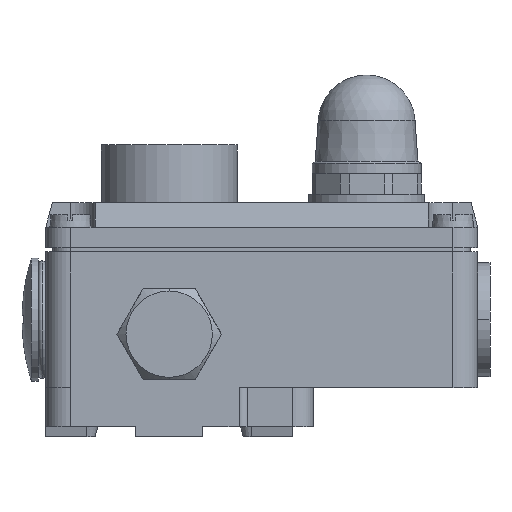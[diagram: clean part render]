
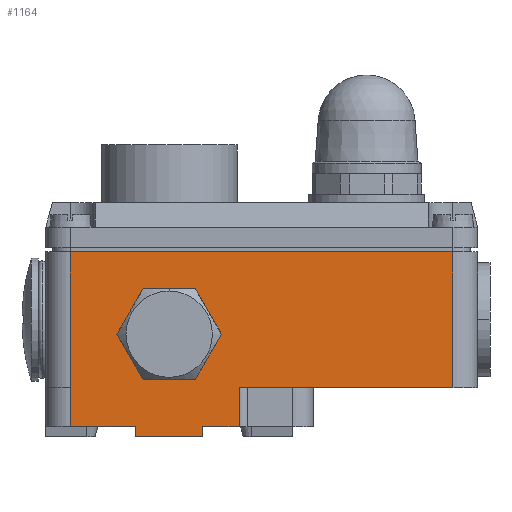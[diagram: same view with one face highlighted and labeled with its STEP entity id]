
A CAD part, left-side view. The second image highlights one B-rep face of the part: STEP entity #1164.
In plain terms, the highlighted planar face has unit normal (-1, 0, 0).
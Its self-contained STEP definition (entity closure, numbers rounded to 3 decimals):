
#1164=ADVANCED_FACE('',(#2420,#2421),#2422,.T.);
#2420=FACE_OUTER_BOUND('',#3765,.T.);
#2421=FACE_BOUND('',#3766,.T.);
#2422=PLANE('',#3767);
#3765=EDGE_LOOP('',(#6983,#6984,#6985,#6986,#6987,#6988,#6989,#6990,#6991,#6992,#6993));
#3766=EDGE_LOOP('',(#6994,#6995,#6996,#6997,#6998,#6999,#7000,#7001,#7002,#7003,#7004,#7005));
#3767=AXIS2_PLACEMENT_3D('',#7006,#7007,#7008);
#6983=ORIENTED_EDGE('',*,*,#9077,.T.);
#6984=ORIENTED_EDGE('',*,*,#9078,.T.);
#6985=ORIENTED_EDGE('',*,*,#9079,.T.);
#6986=ORIENTED_EDGE('',*,*,#9080,.F.);
#6987=ORIENTED_EDGE('',*,*,#9081,.T.);
#6988=ORIENTED_EDGE('',*,*,#9082,.F.);
#6989=ORIENTED_EDGE('',*,*,#9083,.T.);
#6990=ORIENTED_EDGE('',*,*,#9084,.T.);
#6991=ORIENTED_EDGE('',*,*,#9085,.T.);
#6992=ORIENTED_EDGE('',*,*,#9086,.F.);
#6993=ORIENTED_EDGE('',*,*,#9087,.T.);
#6994=ORIENTED_EDGE('',*,*,#9056,.T.);
#6995=ORIENTED_EDGE('',*,*,#9072,.T.);
#6996=ORIENTED_EDGE('',*,*,#9034,.T.);
#6997=ORIENTED_EDGE('',*,*,#9070,.T.);
#6998=ORIENTED_EDGE('',*,*,#9039,.T.);
#6999=ORIENTED_EDGE('',*,*,#9065,.T.);
#7000=ORIENTED_EDGE('',*,*,#9044,.T.);
#7001=ORIENTED_EDGE('',*,*,#9060,.T.);
#7002=ORIENTED_EDGE('',*,*,#9049,.T.);
#7003=ORIENTED_EDGE('',*,*,#9062,.T.);
#7004=ORIENTED_EDGE('',*,*,#9052,.T.);
#7005=ORIENTED_EDGE('',*,*,#9067,.T.);
#7006=CARTESIAN_POINT('',(5.0,55.5,12.0));
#7007=DIRECTION('',(-1.0,0.0,0.0));
#7008=DIRECTION('',(0.0,1.0,0.0));
#9034=EDGE_CURVE('',#11027,#11031,#11033,.T.);
#9039=EDGE_CURVE('',#11035,#11040,#11042,.T.);
#9044=EDGE_CURVE('',#11044,#11049,#11051,.T.);
#9049=EDGE_CURVE('',#11053,#11057,#11059,.T.);
#9052=EDGE_CURVE('',#11063,#11061,#11064,.T.);
#9056=EDGE_CURVE('',#11069,#11067,#11070,.T.);
#9060=EDGE_CURVE('',#11049,#11053,#11074,.T.);
#9062=EDGE_CURVE('',#11057,#11063,#11076,.T.);
#9065=EDGE_CURVE('',#11040,#11044,#11079,.T.);
#9067=EDGE_CURVE('',#11061,#11069,#11081,.T.);
#9070=EDGE_CURVE('',#11031,#11035,#11084,.T.);
#9072=EDGE_CURVE('',#11067,#11027,#11086,.T.);
#9077=EDGE_CURVE('',#11091,#11092,#11093,.T.);
#9078=EDGE_CURVE('',#11092,#11094,#11095,.T.);
#9079=EDGE_CURVE('',#11094,#11096,#11097,.T.);
#9080=EDGE_CURVE('',#11098,#11096,#11099,.T.);
#9081=EDGE_CURVE('',#11098,#11100,#11101,.T.);
#9082=EDGE_CURVE('',#11102,#11100,#11103,.T.);
#9083=EDGE_CURVE('',#11102,#11104,#11105,.T.);
#9084=EDGE_CURVE('',#11104,#11106,#11107,.T.);
#9085=EDGE_CURVE('',#11106,#11108,#11109,.T.);
#9086=EDGE_CURVE('',#11110,#11108,#11111,.T.);
#9087=EDGE_CURVE('',#11110,#11091,#11112,.T.);
#11027=VERTEX_POINT('',#13909);
#11031=VERTEX_POINT('',#13923);
#11033=LINE('',#13926,#13927);
#11035=VERTEX_POINT('',#13929);
#11040=VERTEX_POINT('',#13944);
#11042=LINE('',#13947,#13948);
#11044=VERTEX_POINT('',#13950);
#11049=VERTEX_POINT('',#13965);
#11051=LINE('',#13968,#13969);
#11053=VERTEX_POINT('',#13971);
#11057=VERTEX_POINT('',#13985);
#11059=LINE('',#13988,#13989);
#11061=VERTEX_POINT('',#13991);
#11063=VERTEX_POINT('',#13994);
#11064=LINE('',#13995,#13996);
#11067=VERTEX_POINT('',#14000);
#11069=VERTEX_POINT('',#14003);
#11070=LINE('',#14004,#14005);
#11074=CIRCLE('',#14010,12.7);
#11076=CIRCLE('',#14012,12.7);
#11079=CIRCLE('',#14015,12.7);
#11081=CIRCLE('',#14017,12.7);
#11084=CIRCLE('',#14020,12.7);
#11086=CIRCLE('',#14022,12.7);
#11091=VERTEX_POINT('',#14027);
#11092=VERTEX_POINT('',#14028);
#11093=LINE('',#14029,#14030);
#11094=VERTEX_POINT('',#14031);
#11095=LINE('',#14032,#14033);
#11096=VERTEX_POINT('',#14034);
#11097=LINE('',#14035,#14036);
#11098=VERTEX_POINT('',#14037);
#11099=LINE('',#14038,#14039);
#11100=VERTEX_POINT('',#14040);
#11101=LINE('',#14041,#14042);
#11102=VERTEX_POINT('',#14043);
#11103=LINE('',#14044,#14045);
#11104=VERTEX_POINT('',#14046);
#11105=LINE('',#14047,#14048);
#11106=VERTEX_POINT('',#14049);
#11107=LINE('',#14050,#14051);
#11108=VERTEX_POINT('',#14052);
#11109=LINE('',#14053,#14054);
#11110=VERTEX_POINT('',#14055);
#11111=LINE('',#14056,#14057);
#11112=LINE('',#14058,#14059);
#13909=CARTESIAN_POINT('',(5.0,71.653,14.0));
#13923=CARTESIAN_POINT('',(5.0,84.347,14.0));
#13926=CARTESIAN_POINT('',(5.0,66.75,14.0));
#13927=VECTOR('',#16210,1.0);
#13929=CARTESIAN_POINT('',(5.0,84.353,14.003));
#13944=CARTESIAN_POINT('',(5.0,90.7,24.997));
#13947=CARTESIAN_POINT('',(5.0,81.899,9.754));
#13948=VECTOR('',#16213,1.0);
#13950=CARTESIAN_POINT('',(5.0,90.7,25.003));
#13965=CARTESIAN_POINT('',(5.0,84.353,35.997));
#13968=CARTESIAN_POINT('',(5.0,87.528,30.496));
#13969=VECTOR('',#16216,1.0);
#13971=CARTESIAN_POINT('',(5.0,84.347,36.0));
#13985=CARTESIAN_POINT('',(5.0,71.653,36.0));
#13988=CARTESIAN_POINT('',(5.0,66.75,36.0));
#13989=VECTOR('',#16219,1.0);
#13991=CARTESIAN_POINT('',(5.0,65.3,25.003));
#13994=CARTESIAN_POINT('',(5.0,71.647,35.997));
#13995=CARTESIAN_POINT('',(5.0,62.847,20.754));
#13996=VECTOR('',#16221,1.0);
#14000=CARTESIAN_POINT('',(5.0,71.647,14.003));
#14003=CARTESIAN_POINT('',(5.0,65.3,24.997));
#14004=CARTESIAN_POINT('',(5.0,68.476,19.496));
#14005=VECTOR('',#16224,1.0);
#14010=AXIS2_PLACEMENT_3D('',#16229,#16230,#16231);
#14012=AXIS2_PLACEMENT_3D('',#16232,#16233,#16234);
#14015=AXIS2_PLACEMENT_3D('',#16238,#16239,#16240);
#14017=AXIS2_PLACEMENT_3D('',#16241,#16242,#16243);
#14020=AXIS2_PLACEMENT_3D('',#16247,#16248,#16249);
#14022=AXIS2_PLACEMENT_3D('',#16250,#16251,#16252);
#14027=CARTESIAN_POINT('',(5.0,102.,2.5));
#14028=CARTESIAN_POINT('',(5.0,86.17,2.5));
#14029=CARTESIAN_POINT('',(5.0,102.0,2.5));
#14030=VECTOR('',#16256,1.0);
#14031=CARTESIAN_POINT('',(5.0,86.17,0.0));
#14032=CARTESIAN_POINT('',(5.0,86.17,12.0));
#14033=VECTOR('',#16257,1.0);
#14034=CARTESIAN_POINT('',(5.0,69.83,0.0));
#14035=CARTESIAN_POINT('',(5.0,69.83,0.0));
#14036=VECTOR('',#16258,1.0);
#14037=CARTESIAN_POINT('',(5.0,69.83,2.5));
#14038=CARTESIAN_POINT('',(5.0,69.83,12.0));
#14039=VECTOR('',#16259,1.0);
#14040=CARTESIAN_POINT('',(5.0,61.0,2.5));
#14041=CARTESIAN_POINT('',(5.0,102.0,2.5));
#14042=VECTOR('',#16260,1.0);
#14043=CARTESIAN_POINT('',(5.0,61.0,12.0));
#14044=CARTESIAN_POINT('',(5.0,61.0,12.0));
#14045=VECTOR('',#16261,1.0);
#14046=CARTESIAN_POINT('',(5.0,9.0,12.0));
#14047=CARTESIAN_POINT('',(5.0,102.0,12.0));
#14048=VECTOR('',#16262,1.0);
#14049=CARTESIAN_POINT('',(5.0,9.0,45.0));
#14050=CARTESIAN_POINT('',(5.0,9.0,12.0));
#14051=VECTOR('',#16263,1.0);
#14052=CARTESIAN_POINT('',(5.0,102.0,45.0));
#14053=CARTESIAN_POINT('',(5.0,102.0,45.0));
#14054=VECTOR('',#16264,1.0);
#14055=CARTESIAN_POINT('',(5.0,102.0,12.0));
#14056=CARTESIAN_POINT('',(5.0,102.0,12.0));
#14057=VECTOR('',#16265,1.0);
#14058=CARTESIAN_POINT('',(5.0,102.,12.0));
#14059=VECTOR('',#16266,1.0);
#16210=DIRECTION('',(0.0,1.0,0.0));
#16213=DIRECTION('',(0.0,0.5,0.866));
#16216=DIRECTION('',(0.0,-0.5,0.866));
#16219=DIRECTION('',(0.0,-1.0,0.0));
#16221=DIRECTION('',(0.0,-0.5,-0.866));
#16224=DIRECTION('',(0.0,0.5,-0.866));
#16229=CARTESIAN_POINT('',(5.0,78.0,25.0));
#16230=DIRECTION('',(1.0,0.0,0.0));
#16231=DIRECTION('',(0.0,0.0,-1.0));
#16232=CARTESIAN_POINT('',(5.0,78.0,25.0));
#16233=DIRECTION('',(1.0,0.0,0.0));
#16234=DIRECTION('',(0.0,0.0,-1.0));
#16238=CARTESIAN_POINT('',(5.0,78.0,25.0));
#16239=DIRECTION('',(1.0,0.0,0.0));
#16240=DIRECTION('',(0.0,0.0,-1.0));
#16241=CARTESIAN_POINT('',(5.0,78.0,25.0));
#16242=DIRECTION('',(1.0,0.0,0.0));
#16243=DIRECTION('',(0.0,0.0,-1.0));
#16247=CARTESIAN_POINT('',(5.0,78.0,25.0));
#16248=DIRECTION('',(1.0,0.0,0.0));
#16249=DIRECTION('',(0.0,0.0,-1.0));
#16250=CARTESIAN_POINT('',(5.0,78.0,25.0));
#16251=DIRECTION('',(1.0,0.0,0.0));
#16252=DIRECTION('',(0.0,0.0,-1.0));
#16256=DIRECTION('',(0.0,-1.0,0.0));
#16257=DIRECTION('',(0.0,0.0,-1.0));
#16258=DIRECTION('',(0.0,-1.0,0.0));
#16259=DIRECTION('',(0.0,0.0,-1.0));
#16260=DIRECTION('',(0.0,-1.0,0.0));
#16261=DIRECTION('',(0.0,0.0,-1.0));
#16262=DIRECTION('',(0.0,-1.0,0.0));
#16263=DIRECTION('',(0.0,0.0,1.0));
#16264=DIRECTION('',(0.0,1.0,0.0));
#16265=DIRECTION('',(0.0,0.0,1.0));
#16266=DIRECTION('',(0.0,0.0,-1.0));
